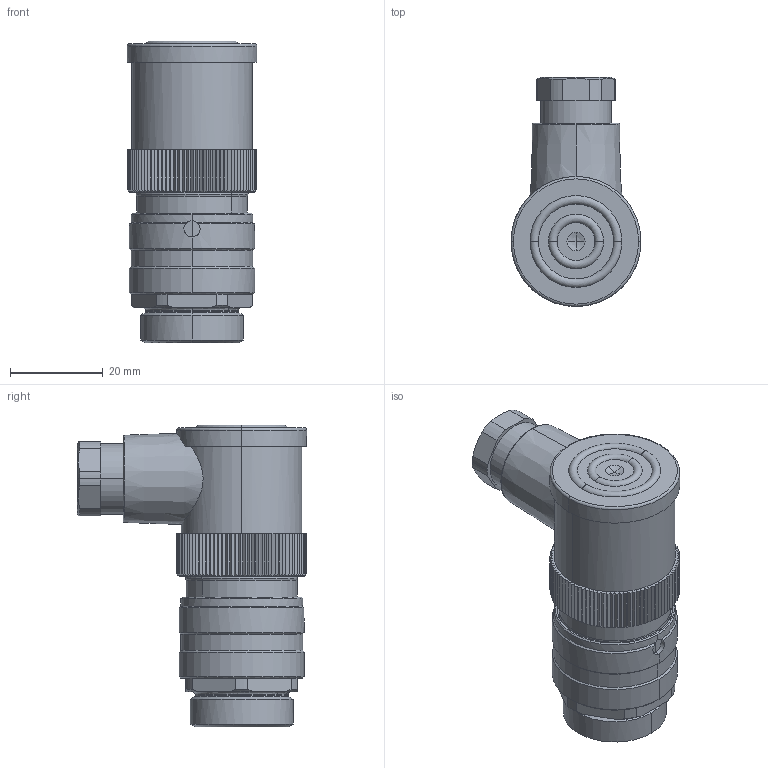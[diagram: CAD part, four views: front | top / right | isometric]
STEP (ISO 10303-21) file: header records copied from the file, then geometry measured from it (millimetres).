
FILE_DESCRIPTION(('CATIA V5 STEP Exchange','CAx-IF Rec.Pracs.--- Model Styling and Organization---1.4--- 2014-01-23'),'2;1');
FILE_NAME ('022434-2_0', '2022-04-20T13:29:43+00:00', ('none'), ('Weidmueller'), 'CATIA Version 5-6 Release 2016 SP3 HF44', 'CATIA V5 STEP AP214', 'none');
FILE_SCHEMA(('AUTOMOTIVE_DESIGN { 1 0 10303 214 1 1 1 1 }'));
Length unit declared in the file: millimetre
Products named in the file (1): 1808830000
Bounding box: 28 x 49.41 x 65.1 mm (x, y, z)
Volume: 37932.4 mm3; surface area: 13351.8 mm2
Topology: 6 solids, 6 shells, 508 faces, 1160 edges, 685 vertices
Faces by surface type: plane 239, cone 134, cylinder 87, torus 28, bspline 16, sphere 4
Entity records: 15021 total; most frequent: CARTESIAN_POINT 4564, ORIENTED_EDGE 2312, DIRECTION 1772, EDGE_CURVE 1156, AXIS2_PLACEMENT_3D 780, VERTEX_POINT 685, EDGE_LOOP 535, VECTOR 517
